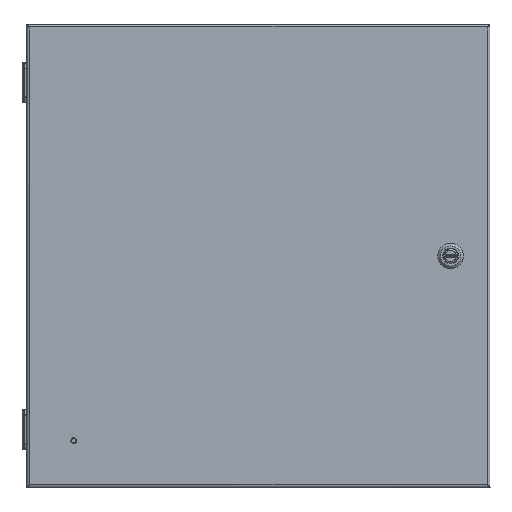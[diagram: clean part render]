
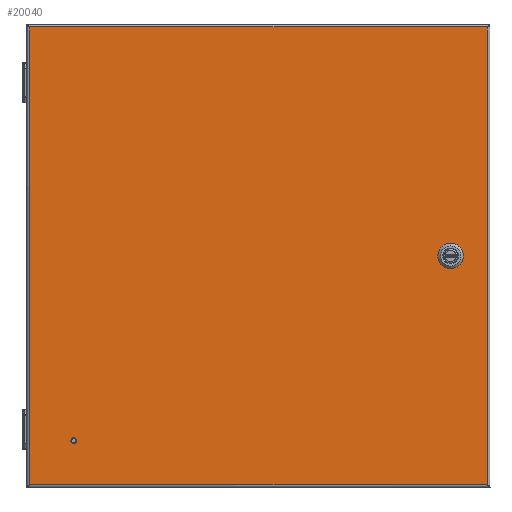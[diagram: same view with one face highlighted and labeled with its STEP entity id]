
A CAD part, top view. The second image highlights one B-rep face of the part: STEP entity #20040.
In plain terms, the highlighted planar face has unit normal (0, 0, 1).
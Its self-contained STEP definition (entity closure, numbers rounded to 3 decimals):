
#89 = DIRECTION ( 'NONE',  ( 0., 0., -1. ) ) ;
#1147 = ORIENTED_EDGE ( 'NONE', *, *, #180985, .T. ) ;
#3442 = CARTESIAN_POINT ( 'NONE',  ( -10.058, -10.076, 8.119 ) ) ;
#5367 = ORIENTED_EDGE ( 'NONE', *, *, #88292, .T. ) ;
#6761 = CARTESIAN_POINT ( 'NONE',  ( 8.273, -0.396, 8.119 ) ) ;
#7038 = PLANE ( 'NONE',  #8433 ) ;
#8433 = AXIS2_PLACEMENT_3D ( 'NONE', #180723, #182615, #153188 ) ;
#9230 = CARTESIAN_POINT ( 'NONE',  ( 10.093, 10.075, 8.119 ) ) ;
#9650 = CARTESIAN_POINT ( 'NONE',  ( 8.076, -0.199, 8.119 ) ) ;
#11296 = VERTEX_POINT ( 'NONE', #142314 ) ;
#11359 = DIRECTION ( 'NONE',  ( 0., 0., -1. ) ) ;
#11854 = DIRECTION ( 'NONE',  ( -1., 0., 0. ) ) ;
#11888 = ORIENTED_EDGE ( 'NONE', *, *, #103571, .T. ) ;
#12070 = ORIENTED_EDGE ( 'NONE', *, *, #146917, .T. ) ;
#14452 = VERTEX_POINT ( 'NONE', #165903 ) ;
#16026 = VERTEX_POINT ( 'NONE', #6761 ) ;
#17493 = VECTOR ( 'NONE', #154267, 39.37 ) ;
#17658 = LINE ( 'NONE', #176159, #52927 ) ;
#18233 = CARTESIAN_POINT ( 'NONE',  ( -10.058, -10.188, 8.119 ) ) ;
#20040 = ADVANCED_FACE ( 'NONE', ( #67736, #25018, #137074 ), #7038, .T. ) ;
#20317 = EDGE_CURVE ( 'NONE', #62572, #14452, #35262, .T. ) ;
#21244 = LINE ( 'NONE', #65825, #157321 ) ;
#23342 = VECTOR ( 'NONE', #160621, 39.37 ) ;
#25018 = FACE_BOUND ( 'NONE', #176266, .T. ) ;
#25700 = ORIENTED_EDGE ( 'NONE', *, *, #162332, .T. ) ;
#28583 = EDGE_CURVE ( 'NONE', #56448, #43187, #132945, .T. ) ;
#30312 = CARTESIAN_POINT ( 'NONE',  ( 8.671, -0.396, 8.119 ) ) ;
#31749 = EDGE_LOOP ( 'NONE', ( #115398, #25700, #141933, #5367 ) ) ;
#35262 = LINE ( 'NONE', #151073, #138811 ) ;
#35518 = VERTEX_POINT ( 'NONE', #30312 ) ;
#40894 = CARTESIAN_POINT ( 'NONE',  ( -8.11, -8.127, 8.119 ) ) ;
#41159 = EDGE_CURVE ( 'NONE', #16026, #186708, #63521, .T. ) ;
#43187 = VERTEX_POINT ( 'NONE', #9230 ) ;
#47165 = DIRECTION ( 'NONE',  ( 0., 0., -1. ) ) ;
#47886 = AXIS2_PLACEMENT_3D ( 'NONE', #40894, #89, #98812 ) ;
#48582 = CARTESIAN_POINT ( 'NONE',  ( 8.076, 0.199, 8.119 ) ) ;
#51359 = EDGE_CURVE ( 'NONE', #14452, #53602, #115579, .T. ) ;
#52421 = CIRCLE ( 'NONE', #58375, 0.443 ) ;
#52927 = VECTOR ( 'NONE', #78333, 39.37 ) ;
#53602 = VERTEX_POINT ( 'NONE', #160052 ) ;
#53619 = CARTESIAN_POINT ( 'NONE',  ( 8.472, 0., 8.119 ) ) ;
#56448 = VERTEX_POINT ( 'NONE', #72570 ) ;
#56690 = CARTESIAN_POINT ( 'NONE',  ( 8.868, -10.188, 8.119 ) ) ;
#58375 = AXIS2_PLACEMENT_3D ( 'NONE', #180896, #154295, #165698 ) ;
#62572 = VERTEX_POINT ( 'NONE', #157098 ) ;
#63521 = CIRCLE ( 'NONE', #72606, 0.443 ) ;
#65825 = CARTESIAN_POINT ( 'NONE',  ( 10.205, 10.075, 8.119 ) ) ;
#66064 = CIRCLE ( 'NONE', #47886, 0.097 ) ;
#67736 = FACE_BOUND ( 'NONE', #158309, .T. ) ;
#69041 = CARTESIAN_POINT ( 'NONE',  ( 8.868, -0.199, 8.119 ) ) ;
#72570 = CARTESIAN_POINT ( 'NONE',  ( 10.093, -10.076, 8.119 ) ) ;
#72606 = AXIS2_PLACEMENT_3D ( 'NONE', #53619, #100101, #11854 ) ;
#75160 = LINE ( 'NONE', #18233, #23342 ) ;
#76676 = EDGE_CURVE ( 'NONE', #186708, #83817, #110603, .T. ) ;
#78333 = DIRECTION ( 'NONE',  ( -1., 0., 0. ) ) ;
#83003 = EDGE_CURVE ( 'NONE', #162650, #147127, #75160, .T. ) ;
#83817 = VERTEX_POINT ( 'NONE', #48582 ) ;
#84655 = VECTOR ( 'NONE', #117756, 39.37 ) ;
#88292 = EDGE_CURVE ( 'NONE', #43187, #162650, #21244, .T. ) ;
#89870 = CARTESIAN_POINT ( 'NONE',  ( 8.472, 0., 8.119 ) ) ;
#94466 = ORIENTED_EDGE ( 'NONE', *, *, #147804, .T. ) ;
#95965 = DIRECTION ( 'NONE',  ( 1., 0., 0. ) ) ;
#98675 = DIRECTION ( 'NONE',  ( -1., 0., 0. ) ) ;
#98812 = DIRECTION ( 'NONE',  ( -1., 0., 0. ) ) ;
#100101 = DIRECTION ( 'NONE',  ( 0., 0., -1. ) ) ;
#100399 = AXIS2_PLACEMENT_3D ( 'NONE', #89870, #47165, #160176 ) ;
#103571 = EDGE_CURVE ( 'NONE', #180100, #35518, #52421, .T. ) ;
#104082 = ORIENTED_EDGE ( 'NONE', *, *, #20317, .T. ) ;
#104544 = AXIS2_PLACEMENT_3D ( 'NONE', #129052, #11359, #98675 ) ;
#110603 = LINE ( 'NONE', #124874, #17493 ) ;
#115398 = ORIENTED_EDGE ( 'NONE', *, *, #83003, .T. ) ;
#115579 = CIRCLE ( 'NONE', #100399, 0.443 ) ;
#117756 = DIRECTION ( 'NONE',  ( 0., 1., 0. ) ) ;
#124262 = DIRECTION ( 'NONE',  ( 1., 0., 0. ) ) ;
#124874 = CARTESIAN_POINT ( 'NONE',  ( 8.076, -10.188, 8.119 ) ) ;
#126992 = LINE ( 'NONE', #56690, #180361 ) ;
#128681 = CIRCLE ( 'NONE', #104544, 0.443 ) ;
#129052 = CARTESIAN_POINT ( 'NONE',  ( 8.472, 0., 8.119 ) ) ;
#132360 = EDGE_CURVE ( 'NONE', #11296, #11296, #66064, .T. ) ;
#132945 = LINE ( 'NONE', #149974, #84655 ) ;
#137074 = FACE_OUTER_BOUND ( 'NONE', #31749, .T. ) ;
#137304 = ORIENTED_EDGE ( 'NONE', *, *, #132360, .T. ) ;
#138811 = VECTOR ( 'NONE', #95965, 39.37 ) ;
#141933 = ORIENTED_EDGE ( 'NONE', *, *, #28583, .T. ) ;
#142314 = CARTESIAN_POINT ( 'NONE',  ( -8.207, -8.127, 8.119 ) ) ;
#144035 = DIRECTION ( 'NONE',  ( 0., -1., 0. ) ) ;
#144813 = ORIENTED_EDGE ( 'NONE', *, *, #51359, .T. ) ;
#145031 = CARTESIAN_POINT ( 'NONE',  ( -10.058, 10.075, 8.119 ) ) ;
#146917 = EDGE_CURVE ( 'NONE', #35518, #16026, #17658, .T. ) ;
#147127 = VERTEX_POINT ( 'NONE', #3442 ) ;
#147804 = EDGE_CURVE ( 'NONE', #83817, #62572, #128681, .T. ) ;
#149974 = CARTESIAN_POINT ( 'NONE',  ( 10.093, -10.188, 8.119 ) ) ;
#151073 = CARTESIAN_POINT ( 'NONE',  ( 10.205, 0.396, 8.119 ) ) ;
#153188 = DIRECTION ( 'NONE',  ( -1., 0., 0. ) ) ;
#153249 = ORIENTED_EDGE ( 'NONE', *, *, #76676, .T. ) ;
#154267 = DIRECTION ( 'NONE',  ( 0., 1., 0. ) ) ;
#154295 = DIRECTION ( 'NONE',  ( 0., 0., -1. ) ) ;
#155522 = CARTESIAN_POINT ( 'NONE',  ( 10.205, -10.075, 8.119 ) ) ;
#157098 = CARTESIAN_POINT ( 'NONE',  ( 8.273, 0.396, 8.119 ) ) ;
#157225 = VECTOR ( 'NONE', #124262, 39.37 ) ;
#157321 = VECTOR ( 'NONE', #163653, 39.37 ) ;
#158309 = EDGE_LOOP ( 'NONE', ( #94466, #104082, #144813, #1147, #11888, #12070, #171212, #153249 ) ) ;
#160052 = CARTESIAN_POINT ( 'NONE',  ( 8.868, 0.199, 8.119 ) ) ;
#160176 = DIRECTION ( 'NONE',  ( -1., 0., 0. ) ) ;
#160621 = DIRECTION ( 'NONE',  ( 0., -1., 0. ) ) ;
#162332 = EDGE_CURVE ( 'NONE', #147127, #56448, #166970, .T. ) ;
#162650 = VERTEX_POINT ( 'NONE', #145031 ) ;
#163653 = DIRECTION ( 'NONE',  ( -1., 0., 0. ) ) ;
#165698 = DIRECTION ( 'NONE',  ( -1., 0., 0. ) ) ;
#165903 = CARTESIAN_POINT ( 'NONE',  ( 8.671, 0.396, 8.119 ) ) ;
#166970 = LINE ( 'NONE', #155522, #157225 ) ;
#171212 = ORIENTED_EDGE ( 'NONE', *, *, #41159, .T. ) ;
#176159 = CARTESIAN_POINT ( 'NONE',  ( 10.205, -0.396, 8.119 ) ) ;
#176266 = EDGE_LOOP ( 'NONE', ( #137304 ) ) ;
#180100 = VERTEX_POINT ( 'NONE', #69041 ) ;
#180361 = VECTOR ( 'NONE', #144035, 39.37 ) ;
#180723 = CARTESIAN_POINT ( 'NONE',  ( 10.205, -10.188, 8.119 ) ) ;
#180896 = CARTESIAN_POINT ( 'NONE',  ( 8.472, 0., 8.119 ) ) ;
#180985 = EDGE_CURVE ( 'NONE', #53602, #180100, #126992, .T. ) ;
#182615 = DIRECTION ( 'NONE',  ( 0., 0., 1. ) ) ;
#186708 = VERTEX_POINT ( 'NONE', #9650 ) ;
